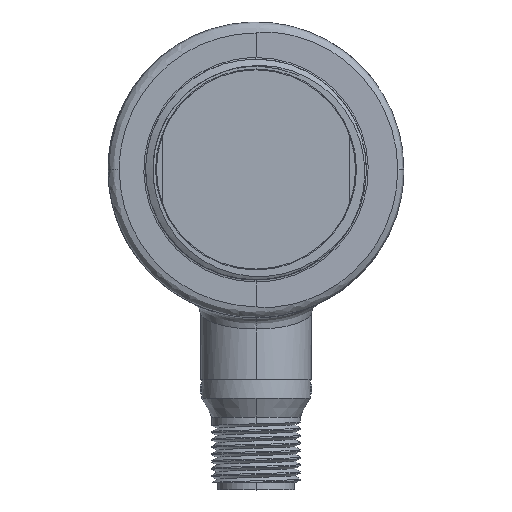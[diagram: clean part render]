
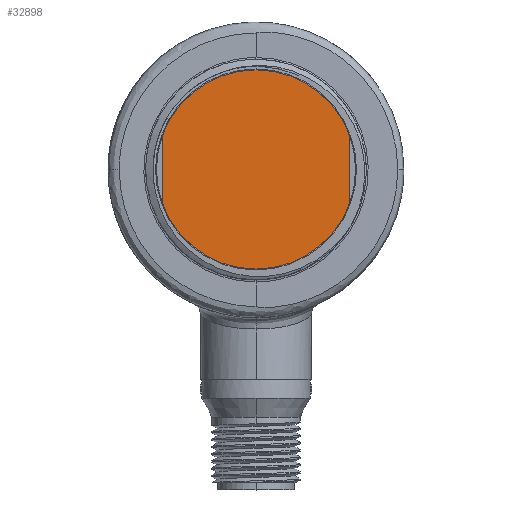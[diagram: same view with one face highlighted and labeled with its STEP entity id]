
A CAD part, top view. The second image highlights one B-rep face of the part: STEP entity #32898.
In plain terms, the highlighted planar face has unit normal (0, 0, 1).
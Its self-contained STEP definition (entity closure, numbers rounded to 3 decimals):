
#16278=DIRECTION('',(0.,-1.,0.));
#16279=VECTOR('',#16278,9.306);
#16280=CARTESIAN_POINT('',(12.7,4.653,33.934));
#16281=LINE('',#16280,#16279);
#16282=CARTESIAN_POINT('',(0.,0.,33.934));
#16283=DIRECTION('',(0.,0.,-1.));
#16284=DIRECTION('',(0.939,-0.344,0.));
#16285=AXIS2_PLACEMENT_3D('',#16282,#16283,#16284);
#16287=DIRECTION('',(0.,1.,0.));
#16288=VECTOR('',#16287,9.306);
#16289=CARTESIAN_POINT('',(-12.7,-4.653,33.934));
#16290=LINE('',#16289,#16288);
#16291=CARTESIAN_POINT('',(0.,0.,33.934));
#16292=DIRECTION('',(0.,0.,-1.));
#16293=DIRECTION('',(-0.939,0.344,0.));
#16294=AXIS2_PLACEMENT_3D('',#16291,#16292,#16293);
#17197=CARTESIAN_POINT('',(-12.7,-4.653,33.934));
#17198=CARTESIAN_POINT('',(-12.7,4.653,33.934));
#17199=VERTEX_POINT('',#17197);
#17200=VERTEX_POINT('',#17198);
#17207=CARTESIAN_POINT('',(12.7,4.653,33.934));
#17208=CARTESIAN_POINT('',(12.7,-4.653,33.934));
#17209=VERTEX_POINT('',#17207);
#17210=VERTEX_POINT('',#17208);
#32886=CARTESIAN_POINT('',(0.,0.,33.934));
#32887=DIRECTION('',(0.,0.,-1.));
#32888=DIRECTION('',(1.,0.,0.));
#32889=AXIS2_PLACEMENT_3D('',#32886,#32887,#32888);
#32890=PLANE('',#32889);
#32891=ORIENTED_EDGE('',*,*,#32877,.T.);
#32892=ORIENTED_EDGE('',*,*,#32838,.T.);
#32894=ORIENTED_EDGE('',*,*,#32893,.T.);
#32895=ORIENTED_EDGE('',*,*,#32861,.T.);
#32896=EDGE_LOOP('',(#32891,#32892,#32894,#32895));
#32897=FACE_OUTER_BOUND('',#32896,.F.);
#32898=ADVANCED_FACE('',(#32897),#32890,.F.);
#16286=CIRCLE('',#16285,13.526);
#16295=CIRCLE('',#16294,13.526);
#32838=EDGE_CURVE('',#17210,#17199,#16286,.T.);
#32861=EDGE_CURVE('',#17200,#17209,#16295,.T.);
#32877=EDGE_CURVE('',#17209,#17210,#16281,.T.);
#32893=EDGE_CURVE('',#17199,#17200,#16290,.T.);
